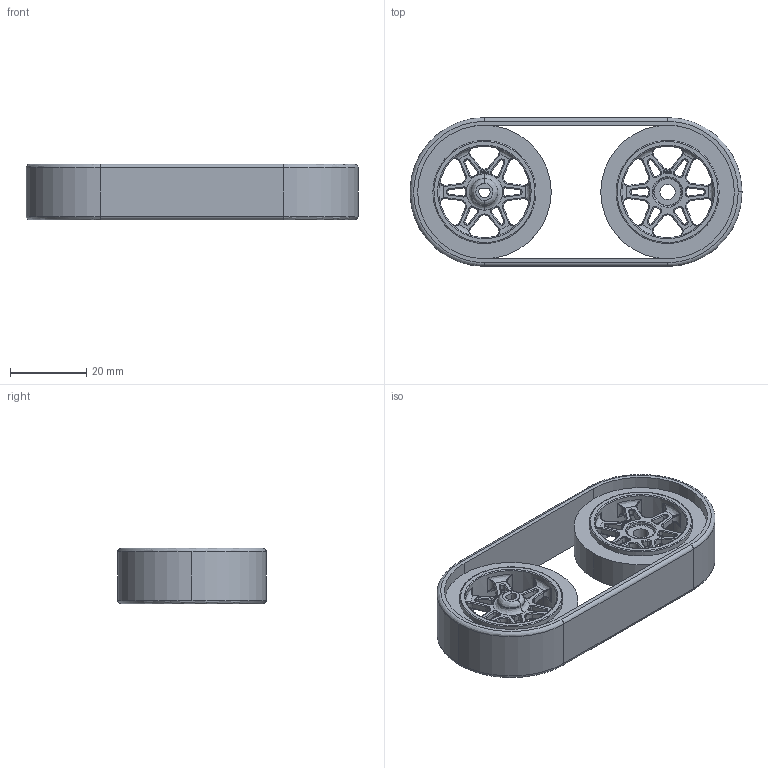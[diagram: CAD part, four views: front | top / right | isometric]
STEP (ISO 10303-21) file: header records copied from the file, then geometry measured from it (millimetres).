
FILE_DESCRIPTION (( 'STEP AP214' ), '1' );
FILE_NAME ('pololu-22t-track-set(1).step', '2018-10-25T21:58:01', ( '' ), ( '' ), 'SwSTEP 2.0', 'SolidWorks 2016', '' );
FILE_SCHEMA (( 'AUTOMOTIVE_DESIGN' ));
Length unit declared in the file: millimetre
Products named in the file (1): pololu-22t-track-set(1)
Bounding box: 87 x 39 x 14.6 mm (x, y, z)
Volume: 15993.5 mm3; surface area: 12378.3 mm2
Topology: 1 solids, 1 shells, 999 faces, 2611 edges, 1590 vertices
Faces by surface type: bspline 544, cylinder 246, plane 209
Entity records: 43109 total; most frequent: CARTESIAN_POINT 21947, ORIENTED_EDGE 5126, DIRECTION 3277, EDGE_CURVE 2563, VERTEX_POINT 1590, AXIS2_PLACEMENT_3D 1154, EDGE_LOOP 1077, ADVANCED_FACE 999
